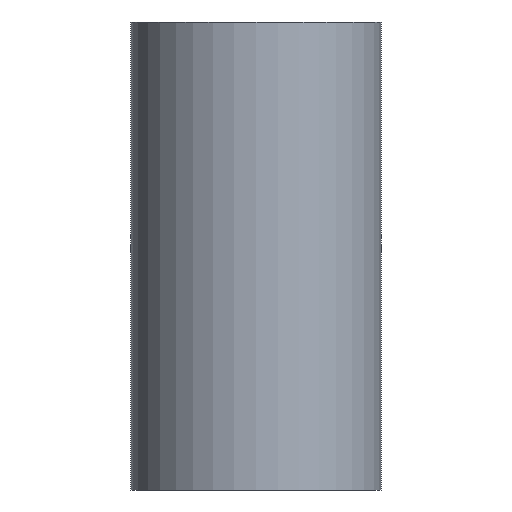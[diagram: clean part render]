
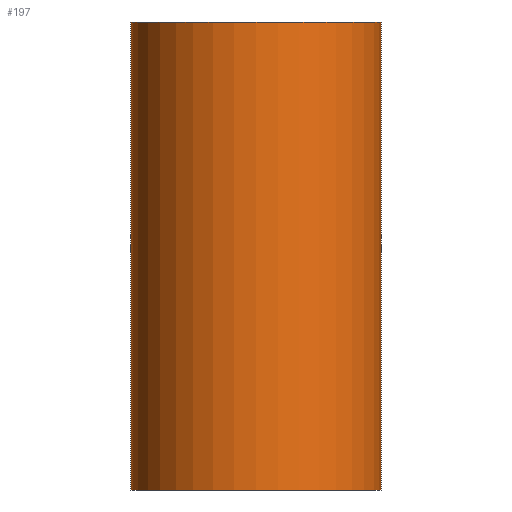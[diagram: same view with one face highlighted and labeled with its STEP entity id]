
A CAD part, front view. The second image highlights one B-rep face of the part: STEP entity #197.
In plain terms, the highlighted cylindrical face has radius 30.5 mm (diameter 61 mm), a full revolution.
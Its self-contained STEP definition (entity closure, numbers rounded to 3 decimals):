
#16=B_SPLINE_CURVE_WITH_KNOTS('',3,(#409,#410,#411,#412,#413,#414,#415,
#416,#417,#418,#419,#420,#421,#422,#423,#424,#425,#426,#427,#428,#429,#430,
#431,#432,#433,#434,#435,#436,#437,#438,#439,#440,#441,#442,#443,#444,#445,
#446,#447,#448,#449,#450,#451,#452,#453,#454,#455,#456,#457,#458,#459,#460,
#461,#462,#463,#464,#465,#466,#467,#468,#469,#470,#471,#472,#473,#474),
 .UNSPECIFIED.,.T.,.F.,(4,2,2,2,2,2,2,2,2,2,2,2,2,2,2,2,2,2,2,2,2,2,2,2,
2,2,2,2,2,2,2,2,4),(0.,0.532,1.064,1.595,
2.127,2.637,3.147,3.656,4.166,
4.676,5.185,5.695,6.205,6.737,
7.268,7.8,8.332,8.864,9.396,
9.927,10.459,10.969,11.479,11.988,
12.498,13.008,13.517,14.027,14.537,
15.069,15.601,16.132,16.664),
 .UNSPECIFIED.);
#29=CYLINDRICAL_SURFACE('',#230,30.5);
#44=FACE_BOUND('',#92,.T.);
#45=FACE_BOUND('',#93,.T.);
#61=FACE_OUTER_BOUND('',#91,.T.);
#91=EDGE_LOOP('',(#174));
#92=EDGE_LOOP('',(#175));
#93=EDGE_LOOP('',(#176));
#101=CIRCLE('',#208,30.5);
#105=CIRCLE('',#215,30.5);
#116=VERTEX_POINT('',#307);
#120=VERTEX_POINT('',#318);
#129=VERTEX_POINT('',#408);
#133=EDGE_CURVE('',#116,#116,#101,.T.);
#137=EDGE_CURVE('',#120,#120,#105,.T.);
#146=EDGE_CURVE('',#129,#129,#16,.T.);
#174=ORIENTED_EDGE('',*,*,#133,.F.);
#175=ORIENTED_EDGE('',*,*,#137,.F.);
#176=ORIENTED_EDGE('',*,*,#146,.T.);
#197=ADVANCED_FACE('',(#61,#44,#45),#29,.T.);
#208=AXIS2_PLACEMENT_3D('',#308,#247,#248);
#215=AXIS2_PLACEMENT_3D('',#319,#261,#262);
#230=AXIS2_PLACEMENT_3D('',#475,#291,#292);
#247=DIRECTION('center_axis',(0.,0.,1.));
#248=DIRECTION('ref_axis',(-1.,0.,0.));
#261=DIRECTION('center_axis',(0.,0.,-1.));
#262=DIRECTION('ref_axis',(-1.,0.,0.));
#291=DIRECTION('center_axis',(0.,0.,1.));
#292=DIRECTION('ref_axis',(-1.,0.,0.));
#307=CARTESIAN_POINT('',(30.5,0.,57.));
#308=CARTESIAN_POINT('Origin',(0.,0.,57.));
#318=CARTESIAN_POINT('',(30.5,0.,-57.));
#319=CARTESIAN_POINT('Origin',(0.,0.,-57.));
#408=CARTESIAN_POINT('',(25.5,16.733,0.));
#409=CARTESIAN_POINT('Ctrl Pts',(25.5,16.733,0.));
#410=CARTESIAN_POINT('Ctrl Pts',(25.5,16.733,1.773));
#411=CARTESIAN_POINT('Ctrl Pts',(25.315,17.022,3.507));
#412=CARTESIAN_POINT('Ctrl Pts',(24.622,18.011,6.851));
#413=CARTESIAN_POINT('Ctrl Pts',(24.113,18.705,8.461));
#414=CARTESIAN_POINT('Ctrl Pts',(22.809,20.275,11.523));
#415=CARTESIAN_POINT('Ctrl Pts',(22.012,21.15,12.976));
#416=CARTESIAN_POINT('Ctrl Pts',(20.18,22.904,15.674));
#417=CARTESIAN_POINT('Ctrl Pts',(19.144,23.784,16.918));
#418=CARTESIAN_POINT('Ctrl Pts',(16.965,25.381,19.098));
#419=CARTESIAN_POINT('Ctrl Pts',(15.749,26.164,20.122));
#420=CARTESIAN_POINT('Ctrl Pts',(13.061,27.604,21.962));
#421=CARTESIAN_POINT('Ctrl Pts',(11.589,28.261,22.778));
#422=CARTESIAN_POINT('Ctrl Pts',(8.465,29.348,24.114));
#423=CARTESIAN_POINT('Ctrl Pts',(6.811,29.779,24.634));
#424=CARTESIAN_POINT('Ctrl Pts',(3.428,30.355,25.328));
#425=CARTESIAN_POINT('Ctrl Pts',(1.699,30.5,25.5));
#426=CARTESIAN_POINT('Ctrl Pts',(-1.699,30.5,25.5));
#427=CARTESIAN_POINT('Ctrl Pts',(-3.428,30.355,25.328));
#428=CARTESIAN_POINT('Ctrl Pts',(-6.811,29.779,24.634));
#429=CARTESIAN_POINT('Ctrl Pts',(-8.465,29.348,24.114));
#430=CARTESIAN_POINT('Ctrl Pts',(-11.589,28.261,22.778));
#431=CARTESIAN_POINT('Ctrl Pts',(-13.061,27.604,21.962));
#432=CARTESIAN_POINT('Ctrl Pts',(-15.749,26.164,20.122));
#433=CARTESIAN_POINT('Ctrl Pts',(-16.965,25.381,19.098));
#434=CARTESIAN_POINT('Ctrl Pts',(-19.144,23.784,16.918));
#435=CARTESIAN_POINT('Ctrl Pts',(-20.18,22.904,15.674));
#436=CARTESIAN_POINT('Ctrl Pts',(-22.012,21.15,12.976));
#437=CARTESIAN_POINT('Ctrl Pts',(-22.809,20.275,11.523));
#438=CARTESIAN_POINT('Ctrl Pts',(-24.113,18.705,8.461));
#439=CARTESIAN_POINT('Ctrl Pts',(-24.622,18.011,6.851));
#440=CARTESIAN_POINT('Ctrl Pts',(-25.315,17.022,3.507));
#441=CARTESIAN_POINT('Ctrl Pts',(-25.5,16.733,1.773));
#442=CARTESIAN_POINT('Ctrl Pts',(-25.5,16.733,-1.773));
#443=CARTESIAN_POINT('Ctrl Pts',(-25.315,17.022,-3.507));
#444=CARTESIAN_POINT('Ctrl Pts',(-24.622,18.011,-6.851));
#445=CARTESIAN_POINT('Ctrl Pts',(-24.113,18.705,-8.461));
#446=CARTESIAN_POINT('Ctrl Pts',(-22.809,20.275,-11.523));
#447=CARTESIAN_POINT('Ctrl Pts',(-22.012,21.15,-12.976));
#448=CARTESIAN_POINT('Ctrl Pts',(-20.18,22.904,-15.674));
#449=CARTESIAN_POINT('Ctrl Pts',(-19.144,23.784,-16.918));
#450=CARTESIAN_POINT('Ctrl Pts',(-16.965,25.381,-19.098));
#451=CARTESIAN_POINT('Ctrl Pts',(-15.749,26.164,-20.122));
#452=CARTESIAN_POINT('Ctrl Pts',(-13.061,27.604,-21.962));
#453=CARTESIAN_POINT('Ctrl Pts',(-11.589,28.261,-22.778));
#454=CARTESIAN_POINT('Ctrl Pts',(-8.465,29.348,-24.114));
#455=CARTESIAN_POINT('Ctrl Pts',(-6.811,29.779,-24.634));
#456=CARTESIAN_POINT('Ctrl Pts',(-3.428,30.355,-25.328));
#457=CARTESIAN_POINT('Ctrl Pts',(-1.699,30.5,-25.5));
#458=CARTESIAN_POINT('Ctrl Pts',(1.699,30.5,-25.5));
#459=CARTESIAN_POINT('Ctrl Pts',(3.428,30.355,-25.328));
#460=CARTESIAN_POINT('Ctrl Pts',(6.811,29.779,-24.634));
#461=CARTESIAN_POINT('Ctrl Pts',(8.465,29.348,-24.114));
#462=CARTESIAN_POINT('Ctrl Pts',(11.589,28.261,-22.778));
#463=CARTESIAN_POINT('Ctrl Pts',(13.061,27.604,-21.962));
#464=CARTESIAN_POINT('Ctrl Pts',(15.749,26.164,-20.122));
#465=CARTESIAN_POINT('Ctrl Pts',(16.965,25.381,-19.098));
#466=CARTESIAN_POINT('Ctrl Pts',(19.144,23.784,-16.918));
#467=CARTESIAN_POINT('Ctrl Pts',(20.18,22.904,-15.674));
#468=CARTESIAN_POINT('Ctrl Pts',(22.012,21.15,-12.976));
#469=CARTESIAN_POINT('Ctrl Pts',(22.809,20.275,-11.523));
#470=CARTESIAN_POINT('Ctrl Pts',(24.113,18.705,-8.461));
#471=CARTESIAN_POINT('Ctrl Pts',(24.622,18.011,-6.851));
#472=CARTESIAN_POINT('Ctrl Pts',(25.315,17.022,-3.507));
#473=CARTESIAN_POINT('Ctrl Pts',(25.5,16.733,-1.773));
#474=CARTESIAN_POINT('Ctrl Pts',(25.5,16.733,0.));
#475=CARTESIAN_POINT('Origin',(0.,0.,0.));
